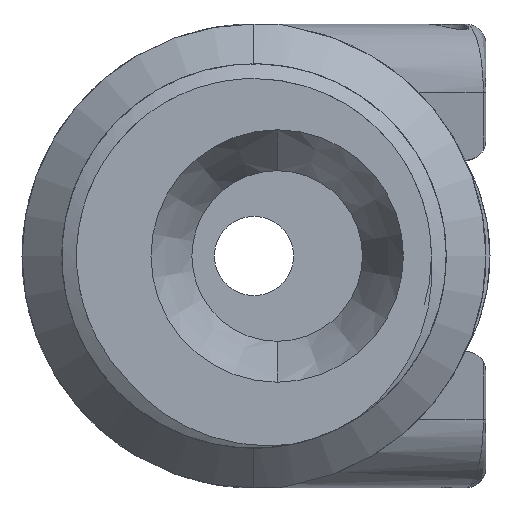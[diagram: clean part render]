
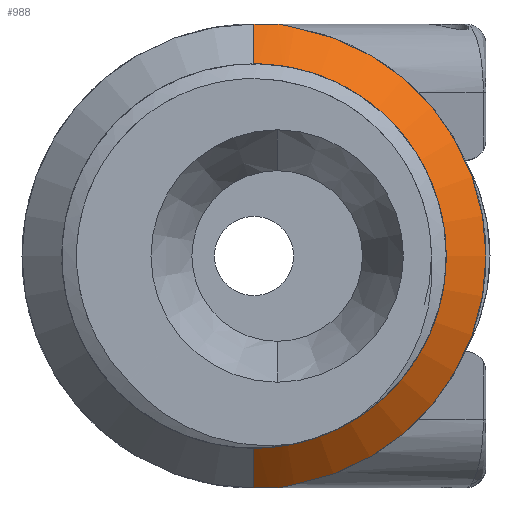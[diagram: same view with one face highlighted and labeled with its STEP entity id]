
A CAD part, front view. The second image highlights one B-rep face of the part: STEP entity #988.
In plain terms, the highlighted conical face has half-angle 45 degrees and reference radius 13 mm.
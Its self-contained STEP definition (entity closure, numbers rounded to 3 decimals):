
#18 = CARTESIAN_POINT ( 'NONE',  ( 0., 14.5, 0. ) ) ;
#75 = ORIENTED_EDGE ( 'NONE', *, *, #1692, .T. ) ;
#139 = ORIENTED_EDGE ( 'NONE', *, *, #6034, .F. ) ;
#184 = DIRECTION ( 'NONE',  ( 0., 0., -1. ) ) ;
#198 = CARTESIAN_POINT ( 'NONE',  ( 1.76, 18.569, 16.98 ) ) ;
#389 = ORIENTED_EDGE ( 'NONE', *, *, #999, .F. ) ;
#392 = EDGE_LOOP ( 'NONE', ( #1829, #6028, #389, #75, #1805, #1245, #139, #3318 ) ) ;
#414 = LINE ( 'NONE', #2523, #7218 ) ;
#484 = CARTESIAN_POINT ( 'NONE',  ( 2.365, 18.559, -16.897 ) ) ;
#663 = CARTESIAN_POINT ( 'NONE',  ( 1.145, 18.539, -17. ) ) ;
#717 = AXIS2_PLACEMENT_3D ( 'NONE', #2546, #3694, #184 ) ;
#851 = CARTESIAN_POINT ( 'NONE',  ( 1.145, 18.539, 17. ) ) ;
#888 = CARTESIAN_POINT ( 'NONE',  ( 2.365, 18.559, 16.897 ) ) ;
#988 = ADVANCED_FACE ( 'NONE', ( #1811 ), #4971, .T. ) ;
#999 = EDGE_CURVE ( 'NONE', #2643, #2638, #2641, .T. ) ;
#1089 = VERTEX_POINT ( 'NONE', #6383 ) ;
#1110 = CARTESIAN_POINT ( 'NONE',  ( 0., 18.5, 0. ) ) ;
#1208 = CARTESIAN_POINT ( 'NONE',  ( 0.38, 18.5, 17. ) ) ;
#1245 = ORIENTED_EDGE ( 'NONE', *, *, #2306, .T. ) ;
#1298 = EDGE_CURVE ( 'NONE', #2390, #2869, #3365, .T. ) ;
#1366 = CARTESIAN_POINT ( 'NONE',  ( 1.145, 18.539, 17. ) ) ;
#1587 = CARTESIAN_POINT ( 'NONE',  ( 1.145, 18.539, -17. ) ) ;
#1692 = EDGE_CURVE ( 'NONE', #2643, #1089, #2358, .T. ) ;
#1777 = CARTESIAN_POINT ( 'NONE',  ( 0.382, 18.5, -17. ) ) ;
#1805 = ORIENTED_EDGE ( 'NONE', *, *, #5497, .T. ) ;
#1811 = FACE_OUTER_BOUND ( 'NONE', #392, .T. ) ;
#1829 = ORIENTED_EDGE ( 'NONE', *, *, #1885, .F. ) ;
#1871 = AXIS2_PLACEMENT_3D ( 'NONE', #1110, #7324, #6727 ) ;
#1885 = EDGE_CURVE ( 'NONE', #7083, #2390, #3445, .T. ) ;
#2032 = CARTESIAN_POINT ( 'NONE',  ( 1.145, 18.539, -17. ) ) ;
#2071 = CARTESIAN_POINT ( 'NONE',  ( 2.958, 18.5, -16.741 ) ) ;
#2152 = CARTESIAN_POINT ( 'NONE',  ( 1.454, 18.559, -17. ) ) ;
#2237 = CIRCLE ( 'NONE', #1871, 17. ) ;
#2306 = EDGE_CURVE ( 'NONE', #4111, #3797, #4581, .T. ) ;
#2358 = B_SPLINE_CURVE_WITH_KNOTS ( 'NONE', 3,
 ( #1587, #2152, #6761, #484, #6609, #2071 ),
 .UNSPECIFIED., .F., .F.,
 ( 4, 2, 4 ),
 ( 0., 0.001, 0.002 ),
 .UNSPECIFIED. ) ;
#2390 = VERTEX_POINT ( 'NONE', #6996 ) ;
#2523 = CARTESIAN_POINT ( 'NONE',  ( 0., 14.5, -13. ) ) ;
#2524 = CARTESIAN_POINT ( 'NONE',  ( 2.958, 18.5, 16.741 ) ) ;
#2546 = CARTESIAN_POINT ( 'NONE',  ( 0., 14.5, 0. ) ) ;
#2638 = VERTEX_POINT ( 'NONE', #4941 ) ;
#2641 = B_SPLINE_CURVE_WITH_KNOTS ( 'NONE', 3,
 ( #663, #5138, #1777, #3373 ),
 .UNSPECIFIED., .F., .F.,
 ( 4, 4 ),
 ( 0.042, 0.043 ),
 .UNSPECIFIED. ) ;
#2643 = VERTEX_POINT ( 'NONE', #2032 ) ;
#2869 = VERTEX_POINT ( 'NONE', #3543 ) ;
#2910 = CARTESIAN_POINT ( 'NONE',  ( 0., 18.5, 17. ) ) ;
#3318 = ORIENTED_EDGE ( 'NONE', *, *, #1298, .F. ) ;
#3365 = LINE ( 'NONE', #5649, #5415 ) ;
#3373 = CARTESIAN_POINT ( 'NONE',  ( 0., 18.5, -17. ) ) ;
#3445 = CIRCLE ( 'NONE', #717, 13. ) ;
#3543 = CARTESIAN_POINT ( 'NONE',  ( 0., 18.5, 17. ) ) ;
#3605 = CARTESIAN_POINT ( 'NONE',  ( 0., 14.5, -13. ) ) ;
#3694 = DIRECTION ( 'NONE',  ( 0., -1., 0. ) ) ;
#3797 = VERTEX_POINT ( 'NONE', #851 ) ;
#3964 = CARTESIAN_POINT ( 'NONE',  ( 0.762, 18.513, 17. ) ) ;
#4111 = VERTEX_POINT ( 'NONE', #5609 ) ;
#4490 = EDGE_CURVE ( 'NONE', #7083, #2638, #414, .T. ) ;
#4562 = DIRECTION ( 'NONE',  ( 0., 0.707, 0.707 ) ) ;
#4581 = B_SPLINE_CURVE_WITH_KNOTS ( 'NONE', 3,
 ( #2524, #4688, #888, #198, #7102, #1366 ),
 .UNSPECIFIED., .F., .F.,
 ( 4, 2, 4 ),
 ( 0., 0.001, 0.002 ),
 .UNSPECIFIED. ) ;
#4688 = CARTESIAN_POINT ( 'NONE',  ( 2.664, 18.539, 16.833 ) ) ;
#4704 = CARTESIAN_POINT ( 'NONE',  ( 1.145, 18.539, 17. ) ) ;
#4941 = CARTESIAN_POINT ( 'NONE',  ( 0., 18.5, -17. ) ) ;
#4971 = CONICAL_SURFACE ( 'NONE', #5682, 13., 0.785 ) ;
#5138 = CARTESIAN_POINT ( 'NONE',  ( 0.764, 18.513, -17. ) ) ;
#5210 = DIRECTION ( 'NONE',  ( 0., 0., 1. ) ) ;
#5415 = VECTOR ( 'NONE', #4562, 1000. ) ;
#5497 = EDGE_CURVE ( 'NONE', #1089, #4111, #2237, .T. ) ;
#5609 = CARTESIAN_POINT ( 'NONE',  ( 2.958, 18.5, 16.741 ) ) ;
#5649 = CARTESIAN_POINT ( 'NONE',  ( 0., 14.5, 13. ) ) ;
#5656 = DIRECTION ( 'NONE',  ( 0., 1., 0. ) ) ;
#5682 = AXIS2_PLACEMENT_3D ( 'NONE', #18, #5656, #5210 ) ;
#5972 = B_SPLINE_CURVE_WITH_KNOTS ( 'NONE', 3,
 ( #2910, #1208, #3964, #4704 ),
 .UNSPECIFIED., .F., .F.,
 ( 4, 4 ),
 ( 0.021, 0.022 ),
 .UNSPECIFIED. ) ;
#6028 = ORIENTED_EDGE ( 'NONE', *, *, #4490, .T. ) ;
#6034 = EDGE_CURVE ( 'NONE', #2869, #3797, #5972, .T. ) ;
#6383 = CARTESIAN_POINT ( 'NONE',  ( 2.958, 18.5, -16.741 ) ) ;
#6609 = CARTESIAN_POINT ( 'NONE',  ( 2.664, 18.539, -16.833 ) ) ;
#6657 = DIRECTION ( 'NONE',  ( 0., 0.707, -0.707 ) ) ;
#6727 = DIRECTION ( 'NONE',  ( 0., 0., 1. ) ) ;
#6761 = CARTESIAN_POINT ( 'NONE',  ( 1.76, 18.569, -16.98 ) ) ;
#6996 = CARTESIAN_POINT ( 'NONE',  ( 0., 14.5, 13. ) ) ;
#7083 = VERTEX_POINT ( 'NONE', #3605 ) ;
#7102 = CARTESIAN_POINT ( 'NONE',  ( 1.454, 18.559, 17. ) ) ;
#7218 = VECTOR ( 'NONE', #6657, 1000. ) ;
#7324 = DIRECTION ( 'NONE',  ( 0., -1., 0. ) ) ;
